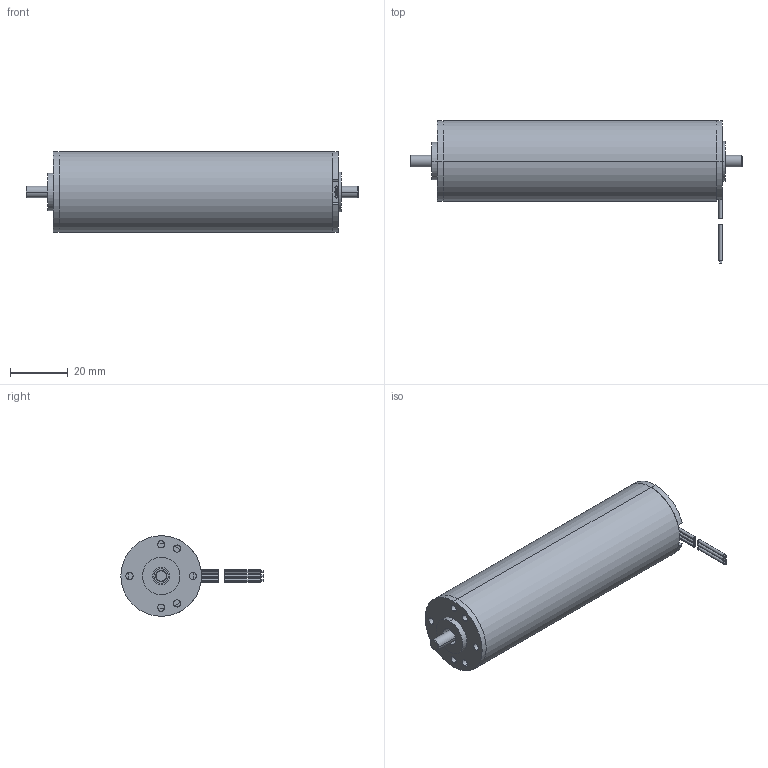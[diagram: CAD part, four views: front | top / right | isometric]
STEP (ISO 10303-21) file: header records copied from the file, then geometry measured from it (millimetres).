
FILE_DESCRIPTION (( 'STEP AP214' ), '1' );
FILE_NAME ('105109901.STEP', '2025-07-10T02:41:10', ( 'China' ), ( 'Microsoft' ), 'SwSTEP 2.0', 'SolidWorks 2025', '' );
FILE_SCHEMA (( 'AUTOMOTIVE_DESIGN' ));
Length unit declared in the file: millimetre
Products named in the file (1): 105109901
Bounding box: 115.3 x 49.4 x 28 mm (x, y, z)
Volume: 55030.3 mm3; surface area: 247561.3 mm2
Topology: 430 solids, 430 shells, 2708 faces, 5458 edges, 3627 vertices
Faces by surface type: cylinder 1780, plane 899, torus 19, cone 8, bspline 2
Entity records: 79414 total; most frequent: DIRECTION 14458, CARTESIAN_POINT 13218, ORIENTED_EDGE 10900, AXIS2_PLACEMENT_3D 6315, EDGE_CURVE 5450, VERTEX_POINT 3627, CIRCLE 3608, EDGE_LOOP 3577
